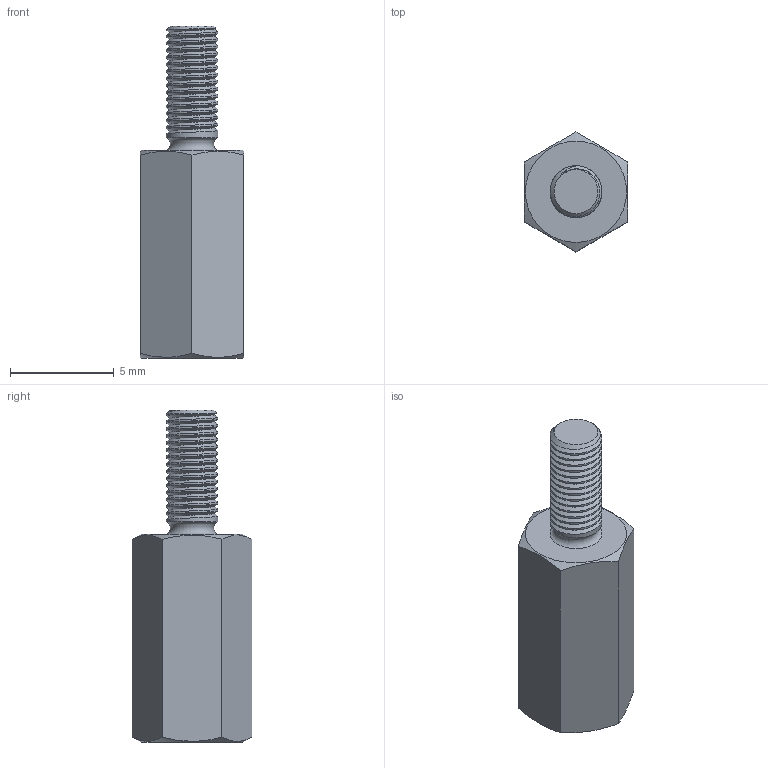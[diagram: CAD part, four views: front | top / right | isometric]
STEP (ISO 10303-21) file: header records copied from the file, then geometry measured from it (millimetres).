
FILE_DESCRIPTION(/* description */ ('Unknown'),/* implementation_level */ '2;1');
FILE_NAME(/* name */ '971100154',/* time_stamp */ '2023-08-15T10:31:34+02:00',/* author */ ('Unknown'),/* organization */ ('Unknown'),/* preprocessor_version */ 'ST-DEVELOPER v18.102',/* originating_system */ 'Solid Edge',/* authorisation */ 'Unknown');
FILE_SCHEMA (('AUTOMOTIVE_DESIGN {1 0 10303 214 3 1 1}'));
Length unit declared in the file: millimetre
Products named in the file (1): 971100154
Bounding box: 5 x 5.77 x 16 mm (x, y, z)
Volume: 215.4 mm3; surface area: 344.4 mm2
Topology: 1 solids, 1 shells, 39 faces, 106 edges, 71 vertices
Faces by surface type: cylinder 17, plane 12, cone 5, bspline 4, torus 1
Full cylindrical faces by diameter (mm): 2.5 x15
Entity records: 4664 total; most frequent: CARTESIAN_POINT 4170, ORIENTED_EDGE 98, DIRECTION 78, EDGE_CURVE 49, VERTEX_POINT 35, EDGE_LOOP 34, FACE_BOUND 34, AXIS2_PLACEMENT_3D 33
